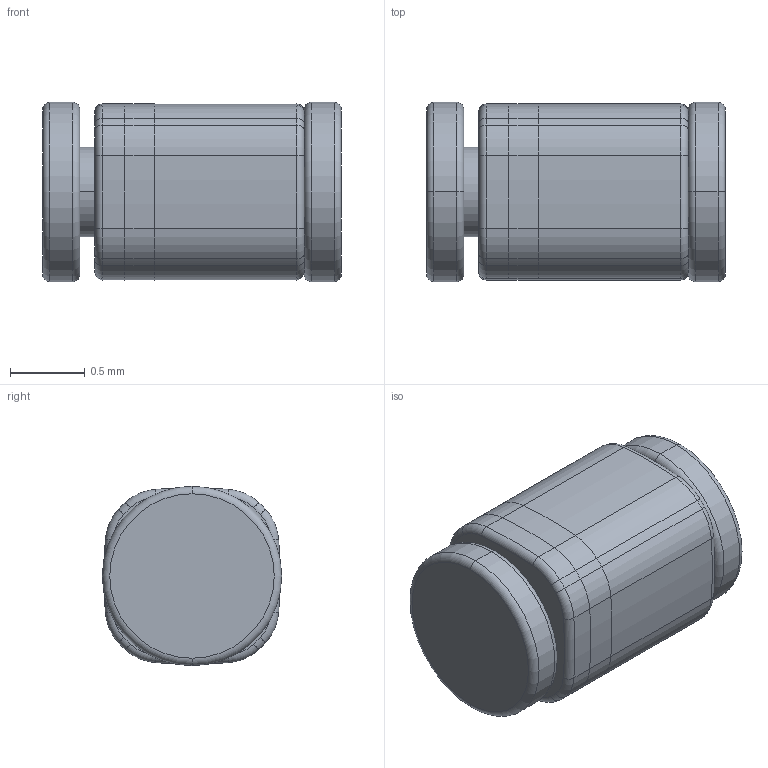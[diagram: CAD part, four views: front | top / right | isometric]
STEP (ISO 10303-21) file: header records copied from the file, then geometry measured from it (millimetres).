
FILE_DESCRIPTION((''),'2;1');
FILE_NAME('DIOMELF1911N.stp','2014-11-11T13:25:59',(''),(''),'Mechanical Desktop 2011','Mechanical Desktop 2011',', , ');
FILE_SCHEMA(('AUTOMOTIVE_DESIGN { 1 2 10303 214 1 1 1 1 }'));
Length unit declared in the file: millimetre
Products named in the file (1): Product
Bounding box: 2 x 1.2 x 1.2 mm (x, y, z)
Volume: 2.3 mm3; surface area: 19.8 mm2
Topology: 6 solids, 6 shells, 106 faces, 242 edges, 148 vertices
Faces by surface type: cylinder 54, torus 40, plane 12
Entity records: 3108 total; most frequent: DIRECTION 644, CARTESIAN_POINT 497, ORIENTED_EDGE 484, AXIS2_PLACEMENT_3D 295, EDGE_CURVE 242, CIRCLE 188, VERTEX_POINT 148, EDGE_LOOP 106
